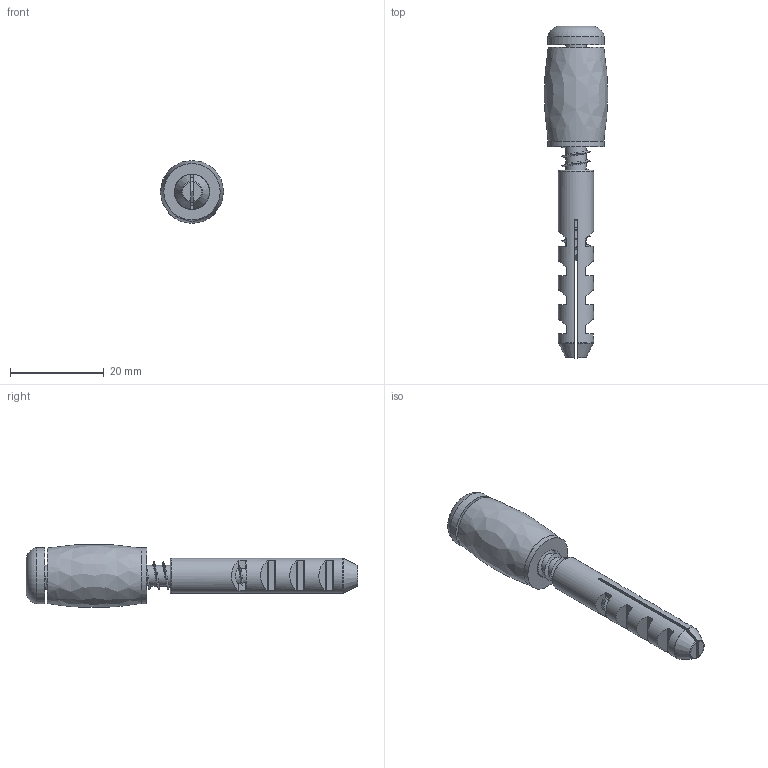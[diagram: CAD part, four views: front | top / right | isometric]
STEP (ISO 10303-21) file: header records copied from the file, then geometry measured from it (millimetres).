
FILE_DESCRIPTION(/* description */ (''),/* implementation_level */ '2;1');
FILE_NAME(/* name */ '1109DU.stp',/* time_stamp */ '2021-08-17T07:39:51+02:00',/* author */ ('Lionel'),/* organization */ (''),/* preprocessor_version */ 'ST-DEVELOPER v18.1',/* originating_system */ 'Autodesk Inventor 2021',/* authorisation */ '');
FILE_SCHEMA (('AUTOMOTIVE_DESIGN { 1 0 10303 214 3 1 1 }'));
Length unit declared in the file: millimetre
Products named in the file (5): 1109DU; 14166; 15735; 04598; 05013
Assembly tree (4 placements, depth 2):
  1109DU
    14166
    15735
    04598
    05013
Bounding box: 13.5 x 70.7 x 13.41 mm (x, y, z)
Volume: 4155.1 mm3; surface area: 4699.2 mm2
Topology: 4 solids, 4 shells, 120 faces, 329 edges, 218 vertices
Faces by surface type: plane 54, cylinder 51, torus 7, cone 5, bspline 3
Full cylindrical faces by diameter (mm): 4.4 x7, 5.476 x1, 6.2 x1, 6.4 x1, 7.476 x1, 9 x1, 12 x2
Entity records: 6264 total; most frequent: CARTESIAN_POINT 3161, ORIENTED_EDGE 656, DIRECTION 550, EDGE_CURVE 328, VERTEX_POINT 218, AXIS2_PLACEMENT_3D 203, LINE 144, VECTOR 144
